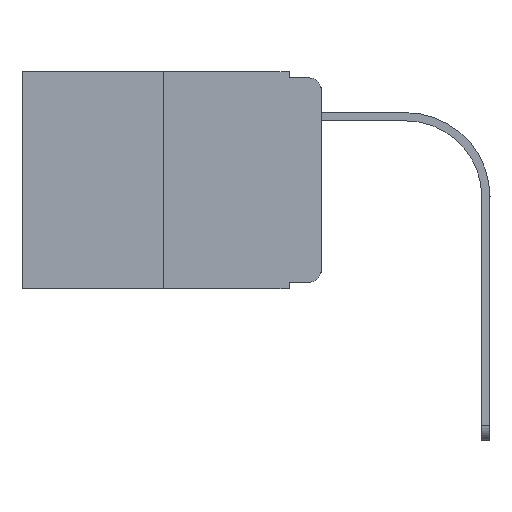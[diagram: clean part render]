
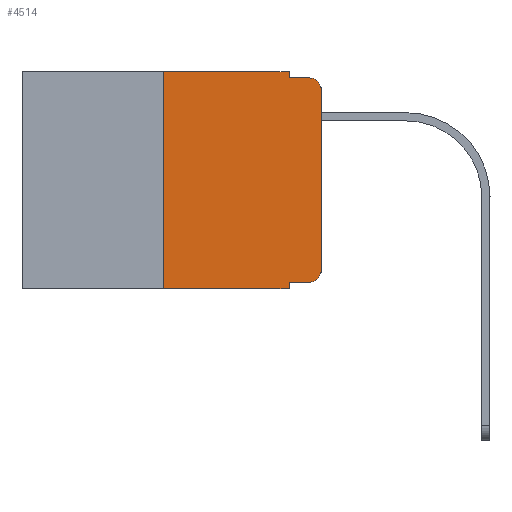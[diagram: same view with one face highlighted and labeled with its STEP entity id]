
A CAD part, left-side view. The second image highlights one B-rep face of the part: STEP entity #4514.
In plain terms, the highlighted planar face has unit normal (-1, 0, 0).
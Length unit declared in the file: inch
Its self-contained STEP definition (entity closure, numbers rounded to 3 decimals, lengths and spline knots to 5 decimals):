
#14 = EDGE_CURVE ( 'NONE', #13319, #11462, #1207, .T. ) ;
#548 = EDGE_CURVE ( 'NONE', #733, #7457, #4222, .T. ) ;
#687 = VECTOR ( 'NONE', #9327, 39.37008 ) ;
#733 = VERTEX_POINT ( 'NONE', #10016 ) ;
#866 = PLANE ( 'NONE',  #8744 ) ;
#1186 = CARTESIAN_POINT ( 'NONE',  ( 0., 0.02, -0.03 ) ) ;
#1207 = LINE ( 'NONE', #12607, #6131 ) ;
#1503 = CARTESIAN_POINT ( 'NONE',  ( 0., 0., -0.313 ) ) ;
#1542 = CARTESIAN_POINT ( 'NONE',  ( 0., 0.051, -0.343 ) ) ;
#1633 = EDGE_LOOP ( 'NONE', ( #11830, #2258, #8559, #12114, #11135, #3737, #5908, #10429, #12542, #3254 ) ) ;
#1652 = CARTESIAN_POINT ( 'NONE',  ( 0., 0.473, 0. ) ) ;
#2039 = VERTEX_POINT ( 'NONE', #7595 ) ;
#2258 = ORIENTED_EDGE ( 'NONE', *, *, #4985, .T. ) ;
#2947 = EDGE_CURVE ( 'NONE', #7490, #2039, #9691, .T. ) ;
#3165 = EDGE_CURVE ( 'NONE', #733, #4792, #5848, .T. ) ;
#3254 = ORIENTED_EDGE ( 'NONE', *, *, #13322, .T. ) ;
#3470 = EDGE_CURVE ( 'NONE', #7490, #4792, #7333, .T. ) ;
#3621 = DIRECTION ( 'NONE',  ( -1., 0., 0. ) ) ;
#3737 = ORIENTED_EDGE ( 'NONE', *, *, #2947, .F. ) ;
#4087 = AXIS2_PLACEMENT_3D ( 'NONE', #1186, #7633, #6343 ) ;
#4125 = DIRECTION ( 'NONE',  ( 0., 0., -1. ) ) ;
#4222 = LINE ( 'NONE', #5374, #9356 ) ;
#4403 = CARTESIAN_POINT ( 'NONE',  ( 0., 0.02, -0.01 ) ) ;
#4408 = LINE ( 'NONE', #7328, #687 ) ;
#4514 = ADVANCED_FACE ( 'NONE', ( #12279 ), #866, .F. ) ;
#4685 = VERTEX_POINT ( 'NONE', #4403 ) ;
#4792 = VERTEX_POINT ( 'NONE', #1542 ) ;
#4985 = EDGE_CURVE ( 'NONE', #12023, #4685, #12268, .T. ) ;
#5374 = CARTESIAN_POINT ( 'NONE',  ( 0., 0.051, -0.333 ) ) ;
#5641 = DIRECTION ( 'NONE',  ( 0., 0., -1. ) ) ;
#5848 = LINE ( 'NONE', #9952, #13361 ) ;
#5908 = ORIENTED_EDGE ( 'NONE', *, *, #3470, .T. ) ;
#5931 = LINE ( 'NONE', #8092, #6560 ) ;
#6131 = VECTOR ( 'NONE', #9521, 39.37008 ) ;
#6197 = DIRECTION ( 'NONE',  ( 0., -1., 0. ) ) ;
#6343 = DIRECTION ( 'NONE',  ( 0., 0., -1. ) ) ;
#6359 = CARTESIAN_POINT ( 'NONE',  ( 0., 0.25, -0.343 ) ) ;
#6541 = DIRECTION ( 'NONE',  ( 0., 0., -1. ) ) ;
#6560 = VECTOR ( 'NONE', #7150, 39.37008 ) ;
#6755 = LINE ( 'NONE', #1652, #11918 ) ;
#7025 = VECTOR ( 'NONE', #10749, 39.37008 ) ;
#7150 = DIRECTION ( 'NONE',  ( 0., 0., 1. ) ) ;
#7251 = CARTESIAN_POINT ( 'NONE',  ( 0., 0.473, 0. ) ) ;
#7328 = CARTESIAN_POINT ( 'NONE',  ( 0., 0.051, -0.01 ) ) ;
#7333 = LINE ( 'NONE', #11421, #7025 ) ;
#7457 = VERTEX_POINT ( 'NONE', #8386 ) ;
#7490 = VERTEX_POINT ( 'NONE', #6359 ) ;
#7595 = CARTESIAN_POINT ( 'NONE',  ( 0., 0.25, 0. ) ) ;
#7633 = DIRECTION ( 'NONE',  ( -1., 0., 0. ) ) ;
#7646 = AXIS2_PLACEMENT_3D ( 'NONE', #10701, #3621, #6541 ) ;
#7682 = CARTESIAN_POINT ( 'NONE',  ( 0., 0.051, -0.01 ) ) ;
#8092 = CARTESIAN_POINT ( 'NONE',  ( 0., 0., 0. ) ) ;
#8195 = DIRECTION ( 'NONE',  ( 1., 0., 0. ) ) ;
#8207 = VECTOR ( 'NONE', #11503, 39.37008 ) ;
#8386 = CARTESIAN_POINT ( 'NONE',  ( 0., 0.02, -0.333 ) ) ;
#8559 = ORIENTED_EDGE ( 'NONE', *, *, #12589, .F. ) ;
#8744 = AXIS2_PLACEMENT_3D ( 'NONE', #7251, #8195, #4125 ) ;
#9327 = DIRECTION ( 'NONE',  ( 0., -1., 0. ) ) ;
#9356 = VECTOR ( 'NONE', #6197, 39.37008 ) ;
#9521 = DIRECTION ( 'NONE',  ( 0., 0., -1. ) ) ;
#9691 = LINE ( 'NONE', #12438, #8207 ) ;
#9952 = CARTESIAN_POINT ( 'NONE',  ( 0., 0.051, 0. ) ) ;
#10016 = CARTESIAN_POINT ( 'NONE',  ( 0., 0.051, -0.333 ) ) ;
#10429 = ORIENTED_EDGE ( 'NONE', *, *, #3165, .F. ) ;
#10701 = CARTESIAN_POINT ( 'NONE',  ( 0., 0.02, -0.313 ) ) ;
#10749 = DIRECTION ( 'NONE',  ( 0., -1., 0. ) ) ;
#11135 = ORIENTED_EDGE ( 'NONE', *, *, #12477, .F. ) ;
#11159 = DIRECTION ( 'NONE',  ( 0., -1., 0. ) ) ;
#11421 = CARTESIAN_POINT ( 'NONE',  ( 0., 0.473, -0.343 ) ) ;
#11462 = VERTEX_POINT ( 'NONE', #7682 ) ;
#11500 = CIRCLE ( 'NONE', #7646, 0.02 ) ;
#11503 = DIRECTION ( 'NONE',  ( 0., 0., 1. ) ) ;
#11583 = VERTEX_POINT ( 'NONE', #1503 ) ;
#11830 = ORIENTED_EDGE ( 'NONE', *, *, #13037, .T. ) ;
#11918 = VECTOR ( 'NONE', #11159, 39.37008 ) ;
#12023 = VERTEX_POINT ( 'NONE', #12073 ) ;
#12073 = CARTESIAN_POINT ( 'NONE',  ( 0., 0., -0.03 ) ) ;
#12114 = ORIENTED_EDGE ( 'NONE', *, *, #14, .F. ) ;
#12268 = CIRCLE ( 'NONE', #4087, 0.02 ) ;
#12279 = FACE_OUTER_BOUND ( 'NONE', #1633, .T. ) ;
#12438 = CARTESIAN_POINT ( 'NONE',  ( 0., 0.25, 0. ) ) ;
#12477 = EDGE_CURVE ( 'NONE', #2039, #13319, #6755, .T. ) ;
#12542 = ORIENTED_EDGE ( 'NONE', *, *, #548, .T. ) ;
#12589 = EDGE_CURVE ( 'NONE', #11462, #4685, #4408, .T. ) ;
#12607 = CARTESIAN_POINT ( 'NONE',  ( 0., 0.051, 0. ) ) ;
#12917 = CARTESIAN_POINT ( 'NONE',  ( 0., 0.051, 0. ) ) ;
#13037 = EDGE_CURVE ( 'NONE', #11583, #12023, #5931, .T. ) ;
#13319 = VERTEX_POINT ( 'NONE', #12917 ) ;
#13322 = EDGE_CURVE ( 'NONE', #7457, #11583, #11500, .T. ) ;
#13361 = VECTOR ( 'NONE', #5641, 39.37008 ) ;
